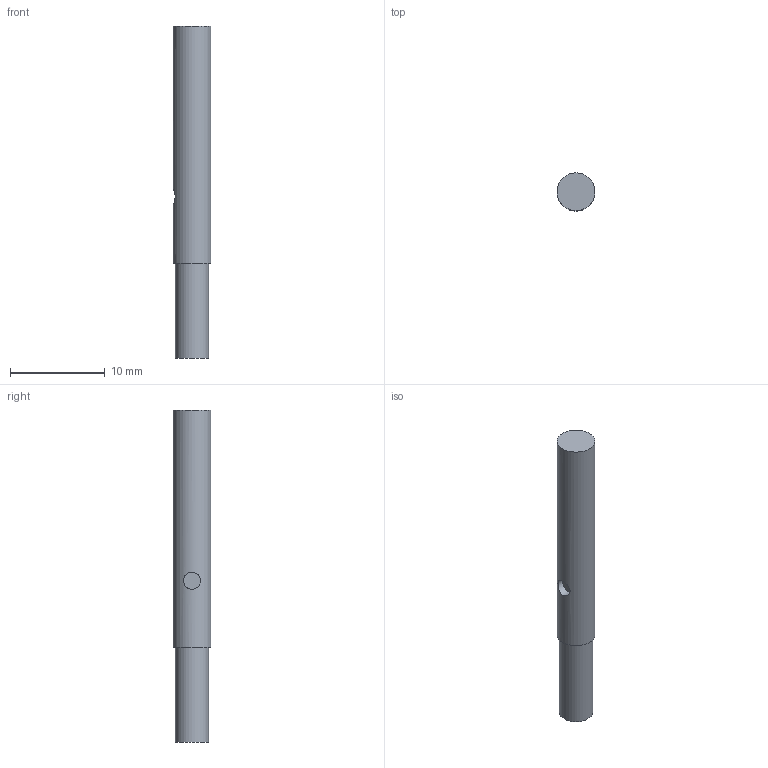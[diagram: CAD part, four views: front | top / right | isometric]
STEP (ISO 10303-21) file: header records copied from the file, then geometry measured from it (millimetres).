
FILE_DESCRIPTION(/* description */ ('STEP AP214'),/* implementation_level */ '2;1');
FILE_NAME(/* name */ '150360_SIEN-4B-NS-K-L',/* time_stamp */ '2024-09-12T02:41:39+02:00',/* author */ ('License CC BY-ND 4.0'),/* organization */ ('CADENAS'),/* preprocessor_version */ 'ST-DEVELOPER v19.3',/* originating_system */ 'PARTsolutions',/* authorisation */ ' ');
FILE_SCHEMA (('AP242_MANAGED_MODEL_BASED_3D_ENGINEERING_MIM_LF { 1 0 10303 442 3 1 4 }','AUTOMOTIVE_DESIGN {1 0 10303 214 3 1 1}'));
Length unit declared in the file: millimetre
Products named in the file (2): 150360 SIEN-4B-NS-K-L---(0_0); 150360 SIEN-4B-NS-K-Lp---(0_0)
Assembly tree (1 placements, depth 2):
  150360 SIEN-4B-NS-K-L---(0_0)
    150360 SIEN-4B-NS-K-Lp---(0_0)
Bounding box: 4 x 4 x 35 mm (x, y, z)
Volume: 408.2 mm3; surface area: 453.7 mm2
Topology: 1 solids, 1 shells, 7 faces, 9 edges, 6 vertices
Faces by surface type: plane 4, cylinder 3
Full cylindrical faces by diameter (mm): 1.8 x1, 3.5 x1, 4 x1
Entity records: 233 total; most frequent: CARTESIAN_POINT 31, DIRECTION 28, AXIS2_PLACEMENT_3D 14, ORIENTED_EDGE 12, EDGE_LOOP 12, FACE_BOUND 12, STYLED_ITEM 7, PRESENTATION_STYLE_ASSIGNMENT 7
